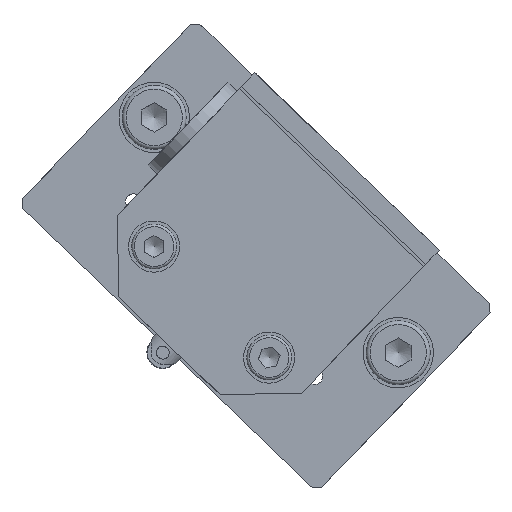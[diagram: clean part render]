
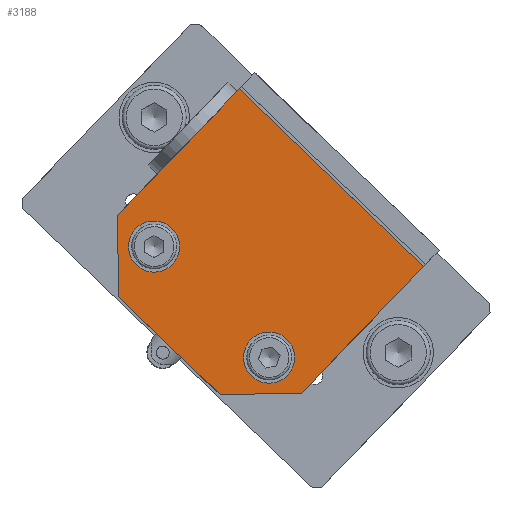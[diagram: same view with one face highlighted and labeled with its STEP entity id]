
A CAD part, left-side view. The second image highlights one B-rep face of the part: STEP entity #3188.
In plain terms, the highlighted planar face has unit normal (-1, 0, 0).
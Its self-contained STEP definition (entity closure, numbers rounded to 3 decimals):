
#256=LINE('',#5292,#456);
#262=LINE('',#5303,#462);
#265=LINE('',#5309,#465);
#269=LINE('',#5316,#469);
#272=LINE('',#5322,#472);
#274=LINE('',#5325,#474);
#456=VECTOR('',#4172,12.728);
#462=VECTOR('',#4180,27.5);
#465=VECTOR('',#4185,40.);
#469=VECTOR('',#4191,27.5);
#472=VECTOR('',#4196,12.728);
#474=VECTOR('',#4200,22.);
#625=PLANE('',#3493);
#726=FACE_BOUND('',#1179,.T.);
#727=FACE_BOUND('',#1180,.T.);
#910=FACE_OUTER_BOUND('',#1178,.T.);
#1178=EDGE_LOOP('',(#2638,#2639,#2640,#2641,#2642,#2643));
#1179=EDGE_LOOP('',(#2644));
#1180=EDGE_LOOP('',(#2645));
#1375=CIRCLE('',#3477,4.);
#1377=CIRCLE('',#3481,4.);
#1607=VERTEX_POINT('',#5272);
#1609=VERTEX_POINT('',#5278);
#1614=VERTEX_POINT('',#5289);
#1615=VERTEX_POINT('',#5291);
#1619=VERTEX_POINT('',#5301);
#1621=VERTEX_POINT('',#5307);
#1623=VERTEX_POINT('',#5314);
#1625=VERTEX_POINT('',#5320);
#1966=EDGE_CURVE('',#1607,#1607,#1375,.T.);
#1968=EDGE_CURVE('',#1609,#1609,#1377,.T.);
#1973=EDGE_CURVE('',#1615,#1614,#256,.T.);
#1979=EDGE_CURVE('',#1614,#1619,#262,.T.);
#1982=EDGE_CURVE('',#1619,#1621,#265,.T.);
#1986=EDGE_CURVE('',#1621,#1623,#269,.T.);
#1989=EDGE_CURVE('',#1623,#1625,#272,.T.);
#1991=EDGE_CURVE('',#1625,#1615,#274,.T.);
#2638=ORIENTED_EDGE('',*,*,#1991,.T.);
#2639=ORIENTED_EDGE('',*,*,#1973,.T.);
#2640=ORIENTED_EDGE('',*,*,#1979,.T.);
#2641=ORIENTED_EDGE('',*,*,#1982,.T.);
#2642=ORIENTED_EDGE('',*,*,#1986,.T.);
#2643=ORIENTED_EDGE('',*,*,#1989,.T.);
#2644=ORIENTED_EDGE('',*,*,#1966,.T.);
#2645=ORIENTED_EDGE('',*,*,#1968,.T.);
#3188=ADVANCED_FACE('',(#910,#726,#727),#625,.F.);
#3477=AXIS2_PLACEMENT_3D('',#5273,#4152,#4153);
#3481=AXIS2_PLACEMENT_3D('',#5279,#4160,#4161);
#3493=AXIS2_PLACEMENT_3D('',#5328,#4205,#4206);
#4152=DIRECTION('center_axis',(1.,0.,0.));
#4153=DIRECTION('ref_axis',(0.,-0.72,-0.694));
#4160=DIRECTION('center_axis',(1.,0.,0.));
#4161=DIRECTION('ref_axis',(0.,-0.72,-0.694));
#4172=DIRECTION('',(0.,-1.,0.018));
#4180=DIRECTION('',(0.,-0.694,0.72));
#4185=DIRECTION('',(0.,0.72,0.694));
#4191=DIRECTION('',(0.,0.694,-0.72));
#4196=DIRECTION('',(0.,-0.018,-1.));
#4200=DIRECTION('',(0.,-0.72,-0.694));
#4205=DIRECTION('center_axis',(1.,0.,0.));
#4206=DIRECTION('ref_axis',(0.,-0.72,-0.694));
#5272=CARTESIAN_POINT('',(185.483,214.367,192.412));
#5273=CARTESIAN_POINT('Origin',(185.483,217.246,195.189));
#5278=CARTESIAN_POINT('',(185.483,232.362,209.767));
#5279=CARTESIAN_POINT('Origin',(185.483,235.241,212.544));
#5289=CARTESIAN_POINT('',(185.483,212.195,189.623));
#5291=CARTESIAN_POINT('',(185.483,224.921,189.392));
#5292=CARTESIAN_POINT('',(185.483,224.921,189.392));
#5301=CARTESIAN_POINT('',(185.483,193.105,209.417));
#5303=CARTESIAN_POINT('',(185.483,212.195,189.623));
#5307=CARTESIAN_POINT('',(185.483,221.897,237.185));
#5309=CARTESIAN_POINT('',(185.483,193.105,209.417));
#5314=CARTESIAN_POINT('',(185.483,240.987,217.39));
#5316=CARTESIAN_POINT('',(185.483,221.897,237.185));
#5320=CARTESIAN_POINT('',(185.483,240.756,204.664));
#5322=CARTESIAN_POINT('',(185.483,240.987,217.39));
#5325=CARTESIAN_POINT('',(185.483,232.839,197.028));
#5328=CARTESIAN_POINT('Origin',(185.483,219.069,211.306));
